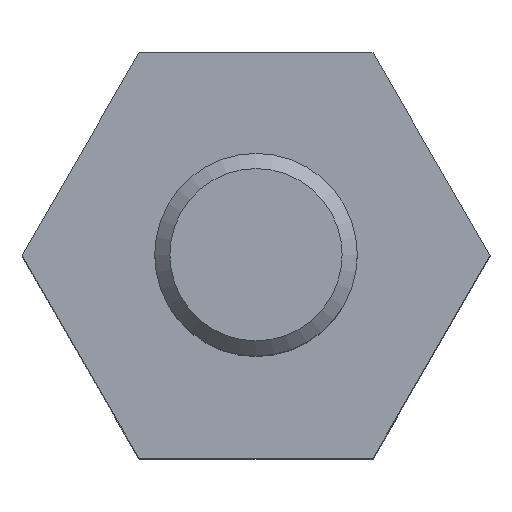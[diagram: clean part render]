
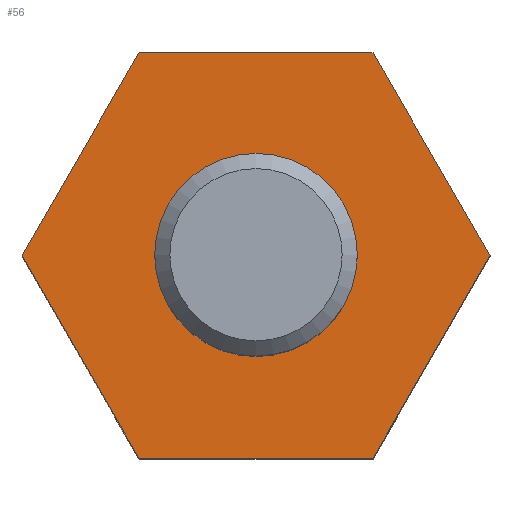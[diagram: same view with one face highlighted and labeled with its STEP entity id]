
A CAD part, top view. The second image highlights one B-rep face of the part: STEP entity #56.
In plain terms, the highlighted planar face has unit normal (0, 0, 1).
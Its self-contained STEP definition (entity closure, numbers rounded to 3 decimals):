
#56 = ADVANCED_FACE( '', ( #129, #130 ), #131, .T. );
#129 = FACE_BOUND( '', #227, .T. );
#130 = FACE_OUTER_BOUND( '', #228, .T. );
#131 = PLANE( '', #229 );
#227 = EDGE_LOOP( '', ( #331 ) );
#228 = EDGE_LOOP( '', ( #332, #333, #334, #335, #336, #337 ) );
#229 = AXIS2_PLACEMENT_3D( '', #338, #339, #340 );
#331 = ORIENTED_EDGE( '', *, *, #510, .T. );
#332 = ORIENTED_EDGE( '', *, *, #511, .T. );
#333 = ORIENTED_EDGE( '', *, *, #512, .T. );
#334 = ORIENTED_EDGE( '', *, *, #513, .T. );
#335 = ORIENTED_EDGE( '', *, *, #514, .T. );
#336 = ORIENTED_EDGE( '', *, *, #515, .T. );
#337 = ORIENTED_EDGE( '', *, *, #508, .T. );
#338 = CARTESIAN_POINT( '', ( 0., 0., 0. ) );
#339 = DIRECTION( '', ( 0., 0., 1. ) );
#340 = DIRECTION( '', ( 1., 0., 0. ) );
#508 = EDGE_CURVE( '', #579, #583, #585, .T. );
#510 = EDGE_CURVE( '', #587, #587, #588, .F. );
#511 = EDGE_CURVE( '', #583, #589, #590, .T. );
#512 = EDGE_CURVE( '', #589, #591, #592, .T. );
#513 = EDGE_CURVE( '', #591, #593, #594, .T. );
#514 = EDGE_CURVE( '', #593, #595, #596, .T. );
#515 = EDGE_CURVE( '', #595, #579, #597, .T. );
#579 = VERTEX_POINT( '', #679 );
#583 = VERTEX_POINT( '', #685 );
#585 = LINE( '', #688, #689 );
#587 = VERTEX_POINT( '', #691 );
#588 = CIRCLE( '', #692, 1.85 );
#589 = VERTEX_POINT( '', #693 );
#590 = LINE( '', #694, #695 );
#591 = VERTEX_POINT( '', #696 );
#592 = LINE( '', #697, #698 );
#593 = VERTEX_POINT( '', #699 );
#594 = LINE( '', #700, #701 );
#595 = VERTEX_POINT( '', #702 );
#596 = LINE( '', #703, #704 );
#597 = LINE( '', #705, #706 );
#679 = CARTESIAN_POINT( '', ( -4.619, 0., 0. ) );
#685 = CARTESIAN_POINT( '', ( -2.309, -4., 0. ) );
#688 = CARTESIAN_POINT( '', ( -4.619, 0., 0. ) );
#689 = VECTOR( '', #800, 1000. );
#691 = CARTESIAN_POINT( '', ( 1.85, 0., 0. ) );
#692 = AXIS2_PLACEMENT_3D( '', #801, #802, #803 );
#693 = CARTESIAN_POINT( '', ( 2.309, -4., 0. ) );
#694 = CARTESIAN_POINT( '', ( -2.309, -4., 0. ) );
#695 = VECTOR( '', #804, 1000. );
#696 = CARTESIAN_POINT( '', ( 4.619, 0., 0. ) );
#697 = CARTESIAN_POINT( '', ( 2.309, -4., 0. ) );
#698 = VECTOR( '', #805, 1000. );
#699 = CARTESIAN_POINT( '', ( 2.309, 4., 0. ) );
#700 = CARTESIAN_POINT( '', ( 4.619, 0., 0. ) );
#701 = VECTOR( '', #806, 1000. );
#702 = CARTESIAN_POINT( '', ( -2.309, 4., 0. ) );
#703 = CARTESIAN_POINT( '', ( 2.309, 4., 0. ) );
#704 = VECTOR( '', #807, 1000. );
#705 = CARTESIAN_POINT( '', ( -2.309, 4., 0. ) );
#706 = VECTOR( '', #808, 1000. );
#800 = DIRECTION( '', ( 0.5, -0.866, 0. ) );
#801 = CARTESIAN_POINT( '', ( 0., 0., 0. ) );
#802 = DIRECTION( '', ( 0., 0., 1. ) );
#803 = DIRECTION( '', ( 1., 0., 0. ) );
#804 = DIRECTION( '', ( 1., 0., 0. ) );
#805 = DIRECTION( '', ( 0.5, 0.866, 0. ) );
#806 = DIRECTION( '', ( -0.5, 0.866, 0. ) );
#807 = DIRECTION( '', ( -1., 0., 0. ) );
#808 = DIRECTION( '', ( -0.5, -0.866, 0. ) );
